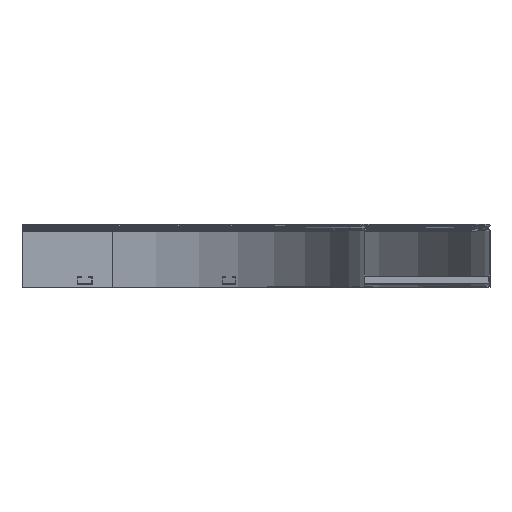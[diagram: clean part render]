
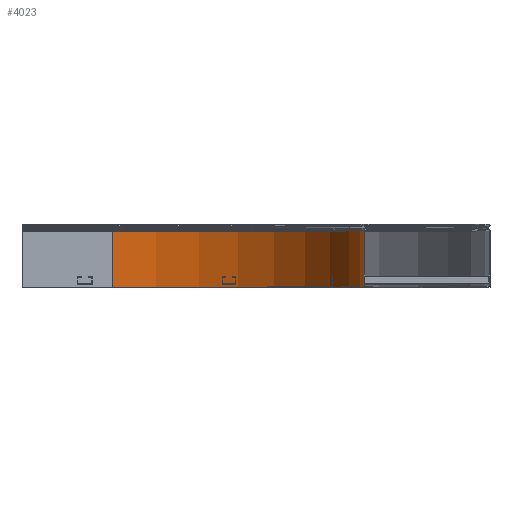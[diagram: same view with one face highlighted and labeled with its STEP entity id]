
A CAD part, top view. The second image highlights one B-rep face of the part: STEP entity #4023.
In plain terms, the highlighted cylindrical face has radius 600 mm (diameter 1200 mm), a partial arc.
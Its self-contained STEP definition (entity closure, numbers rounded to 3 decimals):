
#28 = AXIS2_PLACEMENT_3D ( 'NONE', #673, #695, #3667 ) ;
#304 = DIRECTION ( 'NONE',  ( 0., 1., 0. ) ) ;
#483 = CARTESIAN_POINT ( 'NONE',  ( 600., 134.499, 0. ) ) ;
#612 = CARTESIAN_POINT ( 'NONE',  ( 0., 134.499, -600. ) ) ;
#673 = CARTESIAN_POINT ( 'NONE',  ( 0., 0., 0. ) ) ;
#695 = DIRECTION ( 'NONE',  ( 0., -1., 0. ) ) ;
#728 = CIRCLE ( 'NONE', #5021, 600. ) ;
#1040 = DIRECTION ( 'NONE',  ( 0., 0., 1. ) ) ;
#2143 = CARTESIAN_POINT ( 'NONE',  ( 600., 0., 0. ) ) ;
#2229 = EDGE_CURVE ( 'NONE', #3543, #4235, #728, .T. ) ;
#2743 = VECTOR ( 'NONE', #2953, 1000. ) ;
#2759 = EDGE_CURVE ( 'NONE', #5095, #4235, #5950, .T. ) ;
#2857 = CARTESIAN_POINT ( 'NONE',  ( 0., 0., 0. ) ) ;
#2953 = DIRECTION ( 'NONE',  ( 0., 1., 0. ) ) ;
#3103 = CARTESIAN_POINT ( 'NONE',  ( 0., 0., -600. ) ) ;
#3417 = CARTESIAN_POINT ( 'NONE',  ( 0., 2.2, -600. ) ) ;
#3423 = DIRECTION ( 'NONE',  ( 0., 1., 0. ) ) ;
#3543 = VERTEX_POINT ( 'NONE', #483 ) ;
#3667 = DIRECTION ( 'NONE',  ( 1., 0., 0. ) ) ;
#3988 = DIRECTION ( 'NONE',  ( 0., 1., 0. ) ) ;
#4012 = ORIENTED_EDGE ( 'NONE', *, *, #7873, .T. ) ;
#4023 = ADVANCED_FACE ( 'NONE', ( #7283 ), #6034, .F. ) ;
#4235 = VERTEX_POINT ( 'NONE', #612 ) ;
#4243 = ORIENTED_EDGE ( 'NONE', *, *, #2229, .T. ) ;
#4468 = AXIS2_PLACEMENT_3D ( 'NONE', #2857, #3423, #1040 ) ;
#4470 = CIRCLE ( 'NONE', #28, 600. ) ;
#4812 = CARTESIAN_POINT ( 'NONE',  ( 0., 134.499, 0. ) ) ;
#4863 = VERTEX_POINT ( 'NONE', #2143 ) ;
#5021 = AXIS2_PLACEMENT_3D ( 'NONE', #4812, #304, #5224 ) ;
#5083 = ORIENTED_EDGE ( 'NONE', *, *, #7224, .T. ) ;
#5095 = VERTEX_POINT ( 'NONE', #3103 ) ;
#5224 = DIRECTION ( 'NONE',  ( 1., 0., 0. ) ) ;
#5487 = EDGE_LOOP ( 'NONE', ( #4243, #5585, #4012, #5083 ) ) ;
#5585 = ORIENTED_EDGE ( 'NONE', *, *, #2759, .F. ) ;
#5950 = LINE ( 'NONE', #3417, #7106 ) ;
#6034 = CYLINDRICAL_SURFACE ( 'NONE', #4468, 600. ) ;
#6065 = CARTESIAN_POINT ( 'NONE',  ( 600., 2.2, 0. ) ) ;
#6687 = LINE ( 'NONE', #6065, #2743 ) ;
#7106 = VECTOR ( 'NONE', #3988, 1000. ) ;
#7224 = EDGE_CURVE ( 'NONE', #4863, #3543, #6687, .T. ) ;
#7283 = FACE_OUTER_BOUND ( 'NONE', #5487, .T. ) ;
#7873 = EDGE_CURVE ( 'NONE', #5095, #4863, #4470, .T. ) ;
